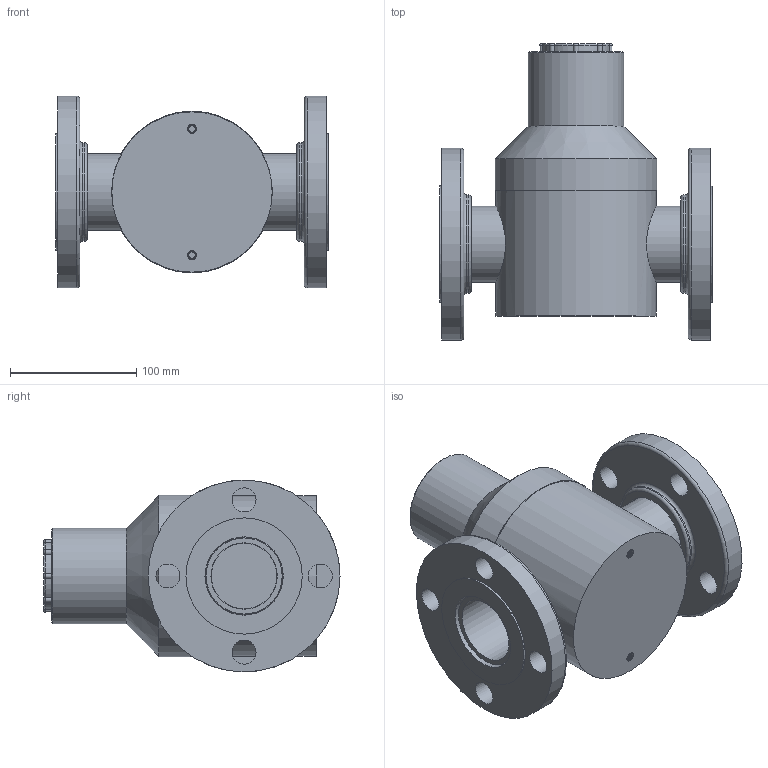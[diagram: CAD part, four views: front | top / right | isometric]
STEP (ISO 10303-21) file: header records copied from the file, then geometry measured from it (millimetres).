
FILE_DESCRIPTION (( 'STEP AP214' ), '1' );
FILE_NAME ('2-1104-3X-150.STEP', '2019-05-20T15:25:58', ( '' ), ( '' ), 'SwSTEP 2.0', 'SolidWorks 2019', '' );
FILE_SCHEMA (( 'AUTOMOTIVE_DESIGN' ));
Length unit declared in the file: millimetre
Products named in the file (13): 63mm Dust Cap; 2 flange stub PS-14-1020; PVC Bonnet all size_63mm PVC-304; PVC Bonnet all size; 316 mc body 2 flanged; 2-1104-3X-150; class_150_flange_nps_2_slip_on_rf
Assembly tree (7 placements, depth 2):
  2 flange stub PS-14-1020
  PVC Bonnet all size
  2-1104-3X-150
    316 mc body 2 flanged
    2 flange stub PS-14-1020  x2
    class_150_flange_nps_2_slip_on_rf  x2
    PVC Bonnet all size_63mm PVC-304
    63mm Dust Cap
  316 mc body 2 flanged
  class_150_flange_nps_2_slip_on_rf
Bounding box: 216 x 234.5 x 152 mm (x, y, z)
Volume: 2556619.3 mm3; surface area: 294744.6 mm2
Topology: 7 solids, 7 shells, 157 faces, 367 edges, 239 vertices
Faces by surface type: cylinder 82, plane 34, torus 22, bspline 13, cone 6
Full cylindrical faces by diameter (mm): 5.2 x32, 19 x8, 41.5 x1, 43.8 x1, 52 x2, 52.502 x2, 60.325 x2, 60.5 x2, 62 x2, 76 x1, 78 x2, 92.1 x2, 96.497 x1, 127 x1, 128 x1, 152 x2
Entity records: 12367 total; most frequent: CARTESIAN_POINT 9944, DIRECTION 438, ORIENTED_EDGE 376, AXIS2_PLACEMENT_3D 207, EDGE_CURVE 188, EDGE_LOOP 162, VERTEX_POINT 136, FACE_OUTER_BOUND 131
